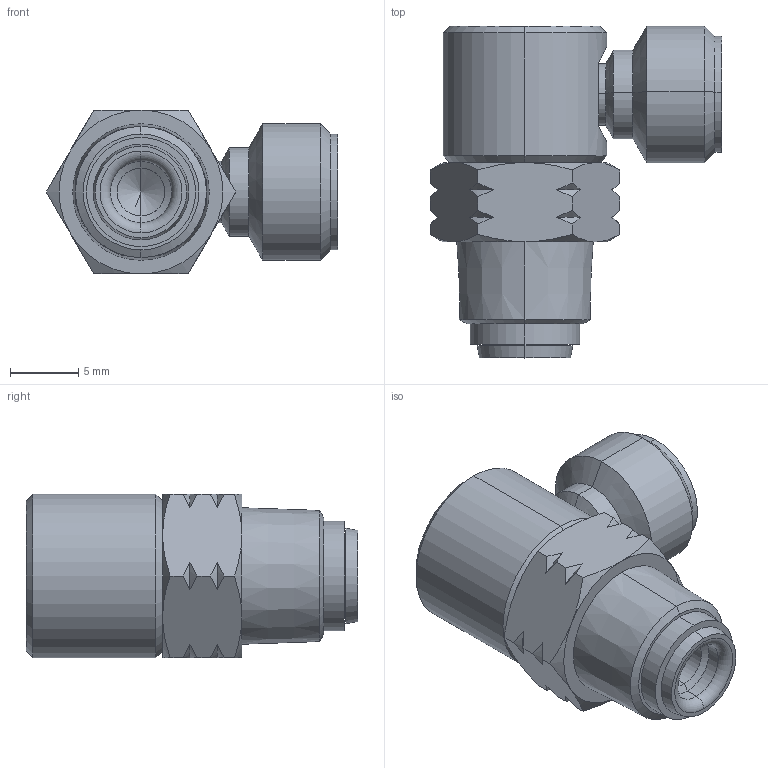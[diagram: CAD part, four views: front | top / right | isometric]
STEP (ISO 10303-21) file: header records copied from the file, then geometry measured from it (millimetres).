
FILE_DESCRIPTION (( 'STEP AP203' ), '1' );
FILE_NAME ('09-016-0.STEP', '2015-07-15T10:27:28', ( 'CAD-01' ), ( 'Hewlett-Packard Company' ), 'SwSTEP 2.0', 'SolidWorks 2014', '' );
FILE_SCHEMA (( 'CONFIG_CONTROL_DESIGN' ));
Length unit declared in the file: millimetre
Products named in the file (8): A52105009; A57106007; 09-016-0; A58143200_deformato; A51091022; A57106008; A52105008; A92127002_09-016-2
Assembly tree (7 placements, depth 3):
  09-016-0
    A57106008
      A58143200_deformato
      A51091022
    A52105008
    A92127002_09-016-2
    A52105009
    A57106007
Bounding box: 21.33 x 24.3 x 12 mm (x, y, z)
Volume: 2534.5 mm3; surface area: 2858.3 mm2
Topology: 6 solids, 6 shells, 129 faces, 290 edges, 174 vertices
Faces by surface type: cone 63, cylinder 37, plane 21, torus 4, bspline 4
Entity records: 4687 total; most frequent: CARTESIAN_POINT 1043, DIRECTION 601, ORIENTED_EDGE 576, EDGE_CURVE 288, AXIS2_PLACEMENT_3D 260, VERTEX_POINT 174, EDGE_LOOP 144, ADVANCED_FACE 129
